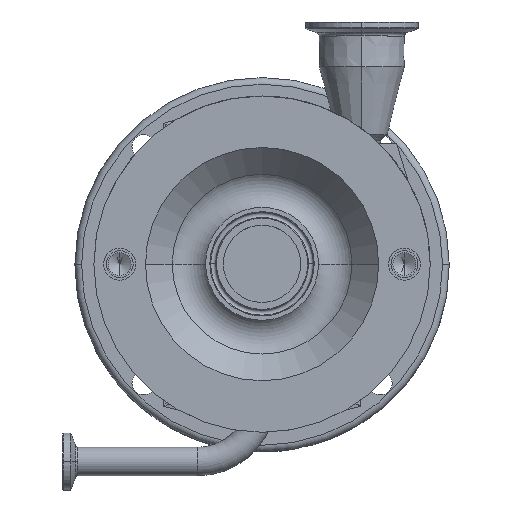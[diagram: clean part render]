
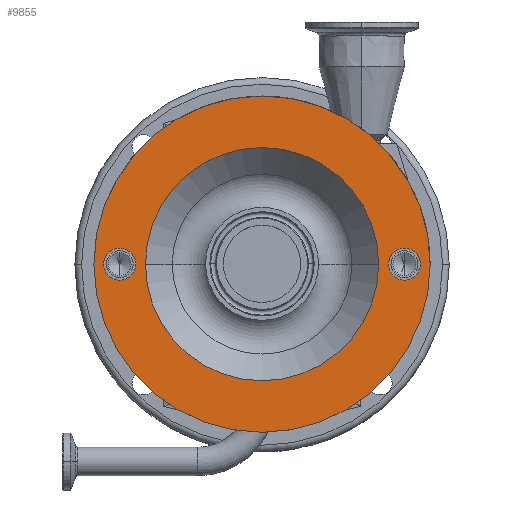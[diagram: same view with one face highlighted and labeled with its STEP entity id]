
A CAD part, top view. The second image highlights one B-rep face of the part: STEP entity #9855.
In plain terms, the highlighted planar face has unit normal (0, 0, 1).
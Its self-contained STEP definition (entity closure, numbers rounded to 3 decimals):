
#153 = EDGE_CURVE ( 'NONE', #7652, #6254, #4631, .T. ) ;
#200 = CARTESIAN_POINT ( 'NONE',  ( 0., 75., 190.6 ) ) ;
#586 = VERTEX_POINT ( 'NONE', #3168 ) ;
#908 = ORIENTED_EDGE ( 'NONE', *, *, #3330, .T. ) ;
#1021 = DIRECTION ( 'NONE',  ( 0., 0., 1. ) ) ;
#1129 = DIRECTION ( 'NONE',  ( 0., 0., 1. ) ) ;
#1160 = DIRECTION ( 'NONE',  ( 0., 0., 1. ) ) ;
#1503 = EDGE_LOOP ( 'NONE', ( #6726, #908 ) ) ;
#1842 = EDGE_CURVE ( 'NONE', #8268, #3279, #5798, .T. ) ;
#2277 = CARTESIAN_POINT ( 'NONE',  ( -70.644, 0., 190.6 ) ) ;
#2292 = CIRCLE ( 'NONE', #8972, 7.144 ) ;
#3156 = CARTESIAN_POINT ( 'NONE',  ( -75., 0., 190.6 ) ) ;
#3168 = CARTESIAN_POINT ( 'NONE',  ( -56.356, 0., 190.6 ) ) ;
#3279 = VERTEX_POINT ( 'NONE', #11275 ) ;
#3330 = EDGE_CURVE ( 'NONE', #6254, #7652, #5664, .T. ) ;
#3558 = AXIS2_PLACEMENT_3D ( 'NONE', #4782, #5044, #8742 ) ;
#3828 = DIRECTION ( 'NONE',  ( 1., 0., 0. ) ) ;
#3985 = FACE_BOUND ( 'NONE', #13850, .T. ) ;
#4509 = EDGE_LOOP ( 'NONE', ( #13273, #10434 ) ) ;
#4631 = CIRCLE ( 'NONE', #7607, 75. ) ;
#4782 = CARTESIAN_POINT ( 'NONE',  ( 63.5, 0., 190.6 ) ) ;
#4876 = DIRECTION ( 'NONE',  ( 1., 0., 0. ) ) ;
#5044 = DIRECTION ( 'NONE',  ( 0., 0., 1. ) ) ;
#5077 = FACE_BOUND ( 'NONE', #4509, .T. ) ;
#5516 = AXIS2_PLACEMENT_3D ( 'NONE', #6640, #15796, #13973 ) ;
#5649 = DIRECTION ( 'NONE',  ( 1., 0., 0. ) ) ;
#5664 = CIRCLE ( 'NONE', #15608, 75. ) ;
#5798 = CIRCLE ( 'NONE', #11729, 52. ) ;
#6220 = DIRECTION ( 'NONE',  ( 0., 0., 1. ) ) ;
#6254 = VERTEX_POINT ( 'NONE', #3156 ) ;
#6640 = CARTESIAN_POINT ( 'NONE',  ( -63.5, 0., 190.6 ) ) ;
#6726 = ORIENTED_EDGE ( 'NONE', *, *, #153, .T. ) ;
#7158 = CARTESIAN_POINT ( 'NONE',  ( 63.5, 0., 190.6 ) ) ;
#7426 = DIRECTION ( 'NONE',  ( 1., 0., 0. ) ) ;
#7607 = AXIS2_PLACEMENT_3D ( 'NONE', #7653, #6220, #4876 ) ;
#7652 = VERTEX_POINT ( 'NONE', #14822 ) ;
#7653 = CARTESIAN_POINT ( 'NONE',  ( 0., 0., 190.6 ) ) ;
#7815 = CARTESIAN_POINT ( 'NONE',  ( 52., 0., 190.6 ) ) ;
#8141 = ORIENTED_EDGE ( 'NONE', *, *, #16286, .F. ) ;
#8209 = DIRECTION ( 'NONE',  ( 1., 0., 0. ) ) ;
#8268 = VERTEX_POINT ( 'NONE', #7815 ) ;
#8384 = VERTEX_POINT ( 'NONE', #9201 ) ;
#8500 = CARTESIAN_POINT ( 'NONE',  ( -63.5, 0., 190.6 ) ) ;
#8742 = DIRECTION ( 'NONE',  ( 1., 0., 0. ) ) ;
#8779 = FACE_BOUND ( 'NONE', #10514, .T. ) ;
#8950 = CIRCLE ( 'NONE', #15400, 7.144 ) ;
#8972 = AXIS2_PLACEMENT_3D ( 'NONE', #8500, #16066, #5649 ) ;
#9201 = CARTESIAN_POINT ( 'NONE',  ( 70.644, 0., 190.6 ) ) ;
#9472 = CARTESIAN_POINT ( 'NONE',  ( 0., 0., 190.6 ) ) ;
#9855 = ADVANCED_FACE ( 'NONE', ( #3985, #5077, #8779, #11693 ), #15333, .T. ) ;
#10120 = EDGE_CURVE ( 'NONE', #16397, #8384, #13456, .T. ) ;
#10434 = ORIENTED_EDGE ( 'NONE', *, *, #16179, .F. ) ;
#10439 = ORIENTED_EDGE ( 'NONE', *, *, #13715, .F. ) ;
#10514 = EDGE_LOOP ( 'NONE', ( #10439, #13985 ) ) ;
#11275 = CARTESIAN_POINT ( 'NONE',  ( -52., 0., 190.6 ) ) ;
#11318 = AXIS2_PLACEMENT_3D ( 'NONE', #200, #1129, #3828 ) ;
#11407 = DIRECTION ( 'NONE',  ( 1., 0., 0. ) ) ;
#11693 = FACE_OUTER_BOUND ( 'NONE', #1503, .T. ) ;
#11729 = AXIS2_PLACEMENT_3D ( 'NONE', #12660, #1160, #11407 ) ;
#11900 = CARTESIAN_POINT ( 'NONE',  ( 0., 0., 190.6 ) ) ;
#12660 = CARTESIAN_POINT ( 'NONE',  ( 0., 0., 190.6 ) ) ;
#12763 = CIRCLE ( 'NONE', #5516, 7.144 ) ;
#13273 = ORIENTED_EDGE ( 'NONE', *, *, #14853, .F. ) ;
#13295 = AXIS2_PLACEMENT_3D ( 'NONE', #9472, #13346, #13598 ) ;
#13346 = DIRECTION ( 'NONE',  ( 0., 0., 1. ) ) ;
#13456 = CIRCLE ( 'NONE', #3558, 7.144 ) ;
#13598 = DIRECTION ( 'NONE',  ( 1., 0., 0. ) ) ;
#13715 = EDGE_CURVE ( 'NONE', #8384, #16397, #8950, .T. ) ;
#13850 = EDGE_LOOP ( 'NONE', ( #16165, #8141 ) ) ;
#13973 = DIRECTION ( 'NONE',  ( 1., 0., 0. ) ) ;
#13985 = ORIENTED_EDGE ( 'NONE', *, *, #10120, .F. ) ;
#14426 = DIRECTION ( 'NONE',  ( 0., 0., 1. ) ) ;
#14629 = CIRCLE ( 'NONE', #13295, 52. ) ;
#14822 = CARTESIAN_POINT ( 'NONE',  ( 75., 0., 190.6 ) ) ;
#14853 = EDGE_CURVE ( 'NONE', #586, #16312, #2292, .T. ) ;
#15287 = CARTESIAN_POINT ( 'NONE',  ( 56.356, 0., 190.6 ) ) ;
#15333 = PLANE ( 'NONE',  #11318 ) ;
#15400 = AXIS2_PLACEMENT_3D ( 'NONE', #7158, #1021, #7426 ) ;
#15608 = AXIS2_PLACEMENT_3D ( 'NONE', #11900, #14426, #8209 ) ;
#15796 = DIRECTION ( 'NONE',  ( 0., 0., 1. ) ) ;
#16066 = DIRECTION ( 'NONE',  ( 0., 0., 1. ) ) ;
#16165 = ORIENTED_EDGE ( 'NONE', *, *, #1842, .F. ) ;
#16179 = EDGE_CURVE ( 'NONE', #16312, #586, #12763, .T. ) ;
#16286 = EDGE_CURVE ( 'NONE', #3279, #8268, #14629, .T. ) ;
#16312 = VERTEX_POINT ( 'NONE', #2277 ) ;
#16397 = VERTEX_POINT ( 'NONE', #15287 ) ;
